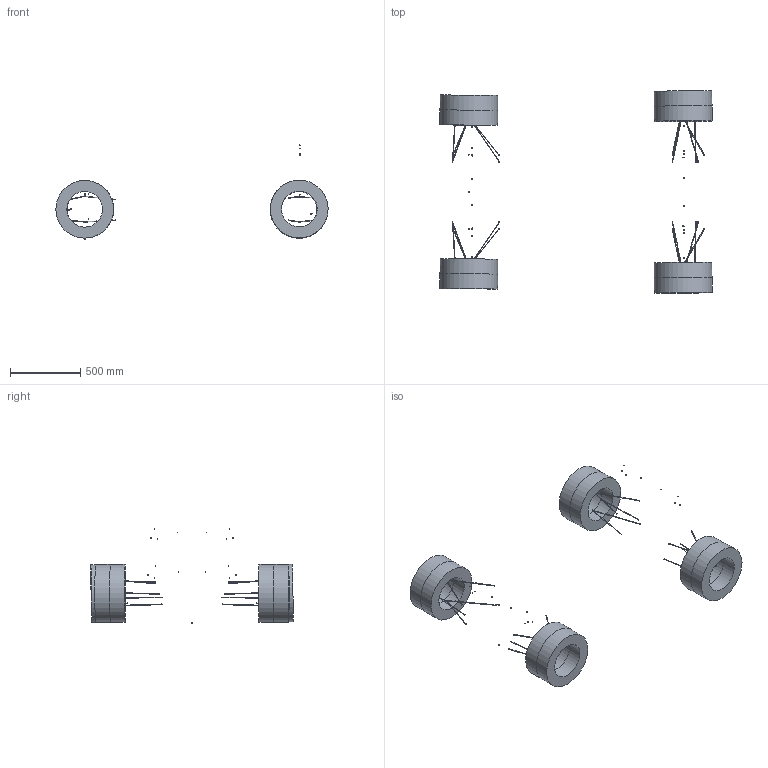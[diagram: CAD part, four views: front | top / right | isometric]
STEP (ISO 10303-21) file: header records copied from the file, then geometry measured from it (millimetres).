
FILE_DESCRIPTION(('Open CASCADE Model'),'2;1');
FILE_NAME('Open CASCADE Shape Model','2026-01-31T21:09:12',('Author'),( 'Open CASCADE'),'Open CASCADE STEP processor 7.8','Open CASCADE 7.8' ,'Unknown');
FILE_SCHEMA(('AUTOMOTIVE_DESIGN { 1 0 10303 214 1 1 1 1 }'));
Length unit declared in the file: millimetre
Products named in the file (145): Car Assembly; Front Suspension; Double A-Arm_CHAS_LowFor_L_sphere; Double A-Arm_CHAS_LowFor_L_sketchpoint; Double A-Arm_CHAS_LowFor_R_sphere; Double A-Arm_CHAS_LowFor_R_sketchpoint; Double A-Arm_CHAS_LowAft_L_sphere; Double A-Arm_CHAS_LowAft_L_sketchpoint; Double A-Arm_CHAS_LowAft_R_sphere; Double A-Arm_CHAS_LowAft_R_sketchpoint; Double A-Arm_CHAS_UppFor_L_sphere; Double A-Arm_CHAS_UppFor_L_sketchpoint; Double A-Arm_CHAS_UppFor_R_sphere; Double A-Arm_CHAS_UppFor_R_sketchpoint; Double A-Arm_CHAS_UppAft_L_sphere; Double A-Arm_CHAS_UppAft_L_sketchpoint; Double A-Arm_CHAS_UppAft_R_sphere; Double A-Arm_CHAS_UppAft_R_sketchpoint; Double A-Arm_UPRI_LowPnt_L_sphere; Double A-Arm_UPRI_LowPnt_L_sketchpoint; Double A-Arm_UPRI_LowPnt_R_sphere; Double A-Arm_UPRI_LowPnt_R_sketchpoint; Double A-Arm_UPRI_UppPnt_L_sphere; Double A-Arm_UPRI_UppPnt_L_sketchpoint; Double A-Arm_UPRI_UppPnt_R_sphere; Double A-Arm_UPRI_UppPnt_R_sketchpoint; Double A-Arm_CHAS_TiePnt_L_sphere; Double A-Arm_CHAS_TiePnt_L_sketchpoint; Double A-Arm_CHAS_TiePnt_R_sphere; Double A-Arm_CHAS_TiePnt_R_sketchpoint; Double A-Arm_UPRI_TiePnt_L_sphere; Double A-Arm_UPRI_TiePnt_L_sketchpoint; Double A-Arm_UPRI_TiePnt_R_sphere; Double A-Arm_UPRI_TiePnt_R_sketchpoint; Push Pull_NSMA_PPAttPnt_L_L_sphere; Push Pull_NSMA_PPAttPnt_L_L_sketchpoint; Push Pull_NSMA_PPAttPnt_L_R_sphere; Push Pull_NSMA_PPAttPnt_L_R_sketchpoint; Push Pull_CHAS_AttPnt_L_L_sphere; Push Pull_CHAS_AttPnt_L_L_sketchpoint ...
Assembly tree (144 placements, depth 4):
  Car Assembly
    Front Suspension
      Double A-Arm_CHAS_LowFor_L_sphere
      Double A-Arm_CHAS_LowFor_L_sketchpoint
      Double A-Arm_CHAS_LowFor_R_sphere
      Double A-Arm_CHAS_LowFor_R_sketchpoint
      Double A-Arm_CHAS_LowAft_L_sphere
      Double A-Arm_CHAS_LowAft_L_sketchpoint
      Double A-Arm_CHAS_LowAft_R_sphere
      Double A-Arm_CHAS_LowAft_R_sketchpoint
      Double A-Arm_CHAS_UppFor_L_sphere
      Double A-Arm_CHAS_UppFor_L_sketchpoint
      Double A-Arm_CHAS_UppFor_R_sphere
      Double A-Arm_CHAS_UppFor_R_sketchpoint
      Double A-Arm_CHAS_UppAft_L_sphere
      Double A-Arm_CHAS_UppAft_L_sketchpoint
      Double A-Arm_CHAS_UppAft_R_sphere
      Double A-Arm_CHAS_UppAft_R_sketchpoint
      Double A-Arm_UPRI_LowPnt_L_sphere
      Double A-Arm_UPRI_LowPnt_L_sketchpoint
      Double A-Arm_UPRI_LowPnt_R_sphere
      Double A-Arm_UPRI_LowPnt_R_sketchpoint
      Double A-Arm_UPRI_UppPnt_L_sphere
      Double A-Arm_UPRI_UppPnt_L_sketchpoint
      Double A-Arm_UPRI_UppPnt_R_sphere
      Double A-Arm_UPRI_UppPnt_R_sketchpoint
      Double A-Arm_CHAS_TiePnt_L_sphere
      Double A-Arm_CHAS_TiePnt_L_sketchpoint
      Double A-Arm_CHAS_TiePnt_R_sphere
      Double A-Arm_CHAS_TiePnt_R_sketchpoint
      Double A-Arm_UPRI_TiePnt_L_sphere
      Double A-Arm_UPRI_TiePnt_L_sketchpoint
      Double A-Arm_UPRI_TiePnt_R_sphere
      Double A-Arm_UPRI_TiePnt_R_sketchpoint
      Push Pull_NSMA_PPAttPnt_L_L_sphere
      Push Pull_NSMA_PPAttPnt_L_L_sketchpoint
      Push Pull_NSMA_PPAttPnt_L_R_sphere
      Push Pull_NSMA_PPAttPnt_L_R_sketchpoint
      Push Pull_CHAS_AttPnt_L_L_sphere
      Push Pull_CHAS_AttPnt_L_L_sketchpoint
      Push Pull_CHAS_AttPnt_L_R_sphere
      Push Pull_CHAS_AttPnt_L_R_sketchpoint
      Push Pull_CHAS_RocAxi_L_L_sphere
      Push Pull_CHAS_RocAxi_L_L_sketchpoint
      Push Pull_CHAS_RocAxi_L_R_sphere
      Push Pull_CHAS_RocAxi_L_R_sketchpoint
      Push Pull_CHAS_RocPiv_L_L_sphere
      Push Pull_CHAS_RocPiv_L_L_sketchpoint
      Push Pull_CHAS_RocPiv_L_R_sphere
      Push Pull_CHAS_RocPiv_L_R_sketchpoint
      Push Pull_ROCK_RodPnt_L_L_sphere
      Push Pull_ROCK_RodPnt_L_L_sketchpoint
      Push Pull_ROCK_RodPnt_L_R_sphere
      Push Pull_ROCK_RodPnt_L_R_sketchpoint
      Push Pull_ROCK_CoiPnt_L_L_sphere
      Push Pull_ROCK_CoiPnt_L_L_sketchpoint
      Push Pull_ROCK_CoiPnt_L_R_sphere
      Push Pull_ROCK_CoiPnt_L_R_sketchpoint
      Wheel_left
      Wheel_right
Bounding box: 1943.33 x 1445.09 x 673.08 mm (x, y, z)
Volume: 70338665.4 mm3; surface area: 2536043.4 mm2
Topology: 140 solids, 140 shells, 220 faces, 488 edges, 316 vertices
Faces by surface type: sphere 116, cylinder 56, plane 48
Full cylindrical faces by diameter (mm): 4 x40, 254 x8, 411.48 x8
Entity records: 9074 total; most frequent: DIRECTION 1234, CARTESIAN_POINT 985, AXIS2_PLACEMENT_3D 449, PRODUCT_DEFINITION_SHAPE 289, ORIENTED_EDGE 280, LINE 280, VECTOR 280, PCURVE 280
